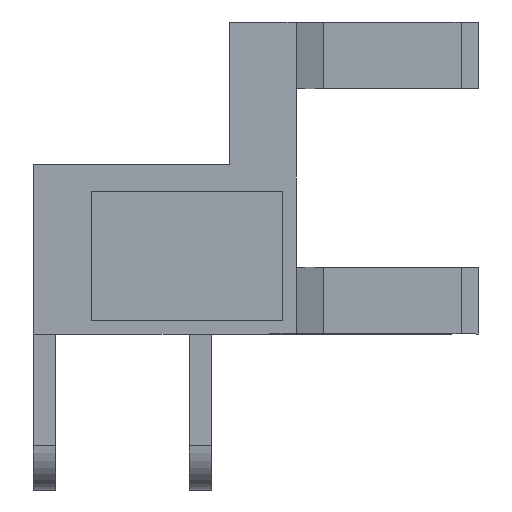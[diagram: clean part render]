
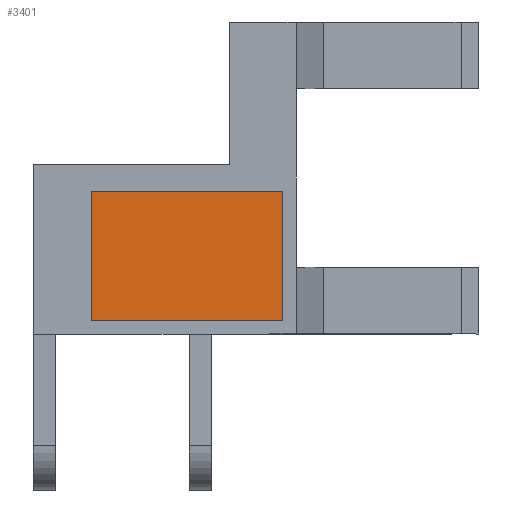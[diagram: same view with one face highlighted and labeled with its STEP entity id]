
A CAD part, left-side view. The second image highlights one B-rep face of the part: STEP entity #3401.
In plain terms, the highlighted planar face has unit normal (-1, 0, 0).
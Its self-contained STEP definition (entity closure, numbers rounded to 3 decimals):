
#902 = PLANE('',#903);
#903 = AXIS2_PLACEMENT_3D('',#904,#905,#906);
#904 = CARTESIAN_POINT('',(0.,87.,3.));
#905 = DIRECTION('',(0.,-1.,0.));
#906 = DIRECTION('',(0.,0.,1.));
#930 = PLANE('',#931);
#931 = AXIS2_PLACEMENT_3D('',#932,#933,#934);
#932 = CARTESIAN_POINT('',(0.,87.,32.));
#933 = DIRECTION('',(0.,0.,-1.));
#934 = DIRECTION('',(0.,-1.,0.));
#958 = PLANE('',#959);
#959 = AXIS2_PLACEMENT_3D('',#960,#961,#962);
#960 = CARTESIAN_POINT('',(0.,44.,32.));
#961 = DIRECTION('',(0.,1.,0.));
#962 = DIRECTION('',(0.,0.,-1.));
#984 = PLANE('',#985);
#985 = AXIS2_PLACEMENT_3D('',#986,#987,#988);
#986 = CARTESIAN_POINT('',(0.,44.,3.));
#987 = DIRECTION('',(0.,0.,1.));
#988 = DIRECTION('',(0.,1.,0.));
#2363 = VERTEX_POINT('',#2364);
#2364 = CARTESIAN_POINT('',(2.,87.,3.));
#2385 = EDGE_CURVE('',#2363,#2386,#2388,.T.);
#2386 = VERTEX_POINT('',#2387);
#2387 = CARTESIAN_POINT('',(2.,87.,32.));
#2388 = SURFACE_CURVE('',#2389,(#2393,#2400),.PCURVE_S1.);
#2389 = LINE('',#2390,#2391);
#2390 = CARTESIAN_POINT('',(2.,87.,3.));
#2391 = VECTOR('',#2392,1.);
#2392 = DIRECTION('',(0.,0.,1.));
#2393 = PCURVE('',#902,#2394);
#2394 = DEFINITIONAL_REPRESENTATION('',(#2395),#2399);
#2395 = LINE('',#2396,#2397);
#2396 = CARTESIAN_POINT('',(0.,-2.));
#2397 = VECTOR('',#2398,1.);
#2398 = DIRECTION('',(1.,0.));
#2399 = ( GEOMETRIC_REPRESENTATION_CONTEXT(2) 
PARAMETRIC_REPRESENTATION_CONTEXT() REPRESENTATION_CONTEXT('2D SPACE',''
  ) );
#2400 = PCURVE('',#2401,#2406);
#2401 = PLANE('',#2402);
#2402 = AXIS2_PLACEMENT_3D('',#2403,#2404,#2405);
#2403 = CARTESIAN_POINT('',(2.,65.5,17.5));
#2404 = DIRECTION('',(1.,0.,0.));
#2405 = DIRECTION('',(0.,0.,1.));
#2406 = DEFINITIONAL_REPRESENTATION('',(#2407),#2411);
#2407 = LINE('',#2408,#2409);
#2408 = CARTESIAN_POINT('',(-14.5,-21.5));
#2409 = VECTOR('',#2410,1.);
#2410 = DIRECTION('',(1.,0.));
#2411 = ( GEOMETRIC_REPRESENTATION_CONTEXT(2) 
PARAMETRIC_REPRESENTATION_CONTEXT() REPRESENTATION_CONTEXT('2D SPACE',''
  ) );
#2439 = VERTEX_POINT('',#2440);
#2440 = CARTESIAN_POINT('',(2.,44.,3.));
#2461 = EDGE_CURVE('',#2439,#2363,#2462,.T.);
#2462 = SURFACE_CURVE('',#2463,(#2467,#2474),.PCURVE_S1.);
#2463 = LINE('',#2464,#2465);
#2464 = CARTESIAN_POINT('',(2.,44.,3.));
#2465 = VECTOR('',#2466,1.);
#2466 = DIRECTION('',(0.,1.,0.));
#2467 = PCURVE('',#984,#2468);
#2468 = DEFINITIONAL_REPRESENTATION('',(#2469),#2473);
#2469 = LINE('',#2470,#2471);
#2470 = CARTESIAN_POINT('',(0.,-2.));
#2471 = VECTOR('',#2472,1.);
#2472 = DIRECTION('',(1.,-0.));
#2473 = ( GEOMETRIC_REPRESENTATION_CONTEXT(2) 
PARAMETRIC_REPRESENTATION_CONTEXT() REPRESENTATION_CONTEXT('2D SPACE',''
  ) );
#2474 = PCURVE('',#2401,#2475);
#2475 = DEFINITIONAL_REPRESENTATION('',(#2476),#2480);
#2476 = LINE('',#2477,#2478);
#2477 = CARTESIAN_POINT('',(-14.5,21.5));
#2478 = VECTOR('',#2479,1.);
#2479 = DIRECTION('',(0.,-1.));
#2480 = ( GEOMETRIC_REPRESENTATION_CONTEXT(2) 
PARAMETRIC_REPRESENTATION_CONTEXT() REPRESENTATION_CONTEXT('2D SPACE',''
  ) );
#2488 = EDGE_CURVE('',#2386,#2489,#2491,.T.);
#2489 = VERTEX_POINT('',#2490);
#2490 = CARTESIAN_POINT('',(2.,44.,32.));
#2491 = SURFACE_CURVE('',#2492,(#2496,#2503),.PCURVE_S1.);
#2492 = LINE('',#2493,#2494);
#2493 = CARTESIAN_POINT('',(2.,87.,32.));
#2494 = VECTOR('',#2495,1.);
#2495 = DIRECTION('',(0.,-1.,0.));
#2496 = PCURVE('',#930,#2497);
#2497 = DEFINITIONAL_REPRESENTATION('',(#2498),#2502);
#2498 = LINE('',#2499,#2500);
#2499 = CARTESIAN_POINT('',(0.,-2.));
#2500 = VECTOR('',#2501,1.);
#2501 = DIRECTION('',(1.,0.));
#2502 = ( GEOMETRIC_REPRESENTATION_CONTEXT(2) 
PARAMETRIC_REPRESENTATION_CONTEXT() REPRESENTATION_CONTEXT('2D SPACE',''
  ) );
#2503 = PCURVE('',#2401,#2504);
#2504 = DEFINITIONAL_REPRESENTATION('',(#2505),#2509);
#2505 = LINE('',#2506,#2507);
#2506 = CARTESIAN_POINT('',(14.5,-21.5));
#2507 = VECTOR('',#2508,1.);
#2508 = DIRECTION('',(0.,1.));
#2509 = ( GEOMETRIC_REPRESENTATION_CONTEXT(2) 
PARAMETRIC_REPRESENTATION_CONTEXT() REPRESENTATION_CONTEXT('2D SPACE',''
  ) );
#2537 = EDGE_CURVE('',#2489,#2439,#2538,.T.);
#2538 = SURFACE_CURVE('',#2539,(#2543,#2550),.PCURVE_S1.);
#2539 = LINE('',#2540,#2541);
#2540 = CARTESIAN_POINT('',(2.,44.,32.));
#2541 = VECTOR('',#2542,1.);
#2542 = DIRECTION('',(0.,0.,-1.));
#2543 = PCURVE('',#958,#2544);
#2544 = DEFINITIONAL_REPRESENTATION('',(#2545),#2549);
#2545 = LINE('',#2546,#2547);
#2546 = CARTESIAN_POINT('',(0.,-2.));
#2547 = VECTOR('',#2548,1.);
#2548 = DIRECTION('',(1.,-0.));
#2549 = ( GEOMETRIC_REPRESENTATION_CONTEXT(2) 
PARAMETRIC_REPRESENTATION_CONTEXT() REPRESENTATION_CONTEXT('2D SPACE',''
  ) );
#2550 = PCURVE('',#2401,#2551);
#2551 = DEFINITIONAL_REPRESENTATION('',(#2552),#2556);
#2552 = LINE('',#2553,#2554);
#2553 = CARTESIAN_POINT('',(14.5,21.5));
#2554 = VECTOR('',#2555,1.);
#2555 = DIRECTION('',(-1.,0.));
#2556 = ( GEOMETRIC_REPRESENTATION_CONTEXT(2) 
PARAMETRIC_REPRESENTATION_CONTEXT() REPRESENTATION_CONTEXT('2D SPACE',''
  ) );
#3401 = ADVANCED_FACE('',(#3402),#2401,.F.);
#3402 = FACE_BOUND('',#3403,.F.);
#3403 = EDGE_LOOP('',(#3404,#3405,#3406,#3407));
#3404 = ORIENTED_EDGE('',*,*,#2488,.T.);
#3405 = ORIENTED_EDGE('',*,*,#2537,.T.);
#3406 = ORIENTED_EDGE('',*,*,#2461,.T.);
#3407 = ORIENTED_EDGE('',*,*,#2385,.T.);
